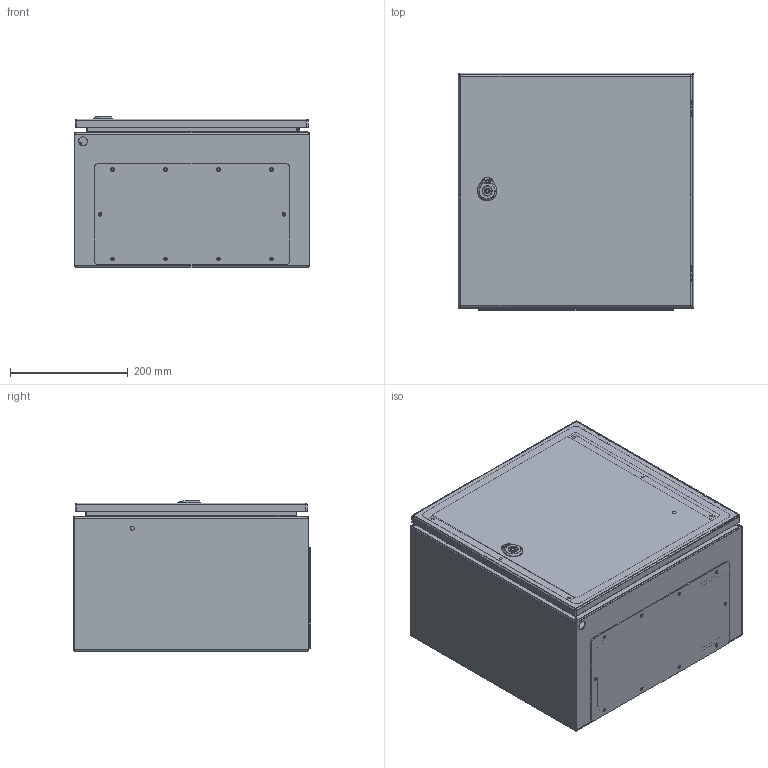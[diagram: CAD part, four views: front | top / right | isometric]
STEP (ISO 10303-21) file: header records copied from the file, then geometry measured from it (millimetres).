
FILE_DESCRIPTION(/* description */ (''),/* implementation_level */ '2;1');
FILE_NAME(/* name */ 'GN404025.stp',/* time_stamp */ '2020-04-22T09:00:40+02:00',/* author */ (''),/* organization */ (''),/* preprocessor_version */ 'ST-DEVELOPER v16.7',/* originating_system */ 'SIEMENS PLM Software NX 12.0',/* authorisation */ '');
FILE_SCHEMA (('AUTOMOTIVE_DESIGN { 1 0 10303 214 3 1 1 1 }'));
Products named in the file (8): CUERPO_404025; TAPA_332X172; 500.P001-02-BISAGRA CUERPO ARGENTA_stp; PUERTA_4040; CIE LI DB5 1P PA_PA 22X35133; ALZADOR PLACAS ARGENTA; PL4040; GN404025_stp
Assembly tree (11 placements, depth 2):
  GN404025_stp
    PL4040
    ALZADOR PLACAS ARGENTA  x4
    CIE LI DB5 1P PA_PA 22X35133
    PUERTA_4040
    500.P001-02-BISAGRA CUERPO ARGENTA_stp  x2
    TAPA_332X172
    CUERPO_404025
Bounding box: 400 x 403 x 255.65 mm (x, y, z)
Volume: 1440923.3 mm3; surface area: 1965485.1 mm2
Topology: 32 solids, 32 shells, 1038 faces, 2563 edges, 1597 vertices
Faces by surface type: plane 482, cylinder 383, bspline 90, cone 35, torus 29, sphere 19
Full cylindrical faces by diameter (mm): 3 x18, 3.5 x20, 5 x6, 5.2 x8, 6 x10, 7 x7, 9 x12, 10 x1, 14 x1, 15.1 x1, 16.25 x1, 17 x4, 19.3 x1
Entity records: 64851 total; most frequent: CARTESIAN_POINT 40564, ORIENTED_EDGE 4476, DIRECTION 4300, EDGE_CURVE 2238, AXIS2_PLACEMENT_3D 1563, VERTEX_POINT 1438, EDGE_LOOP 1230, LINE 1174
